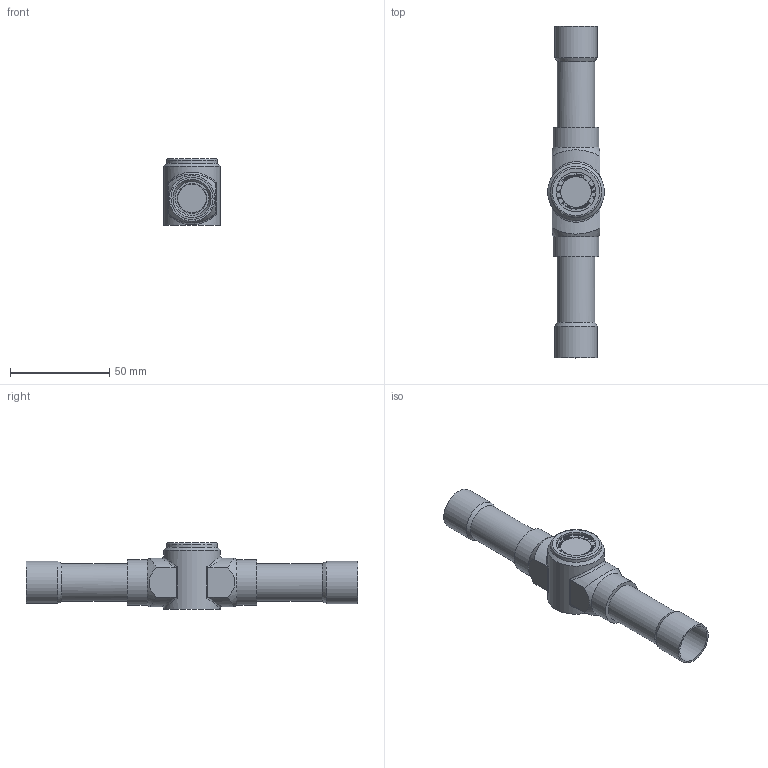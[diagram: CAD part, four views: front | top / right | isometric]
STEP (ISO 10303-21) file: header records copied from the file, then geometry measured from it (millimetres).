
FILE_DESCRIPTION(/* description */ (''),/* implementation_level */ '2;1');
FILE_NAME(/* name */ '014L0185R.stp',/* time_stamp */ '2022-09-01T10:34:11+03:00',/* author */ ('U403152'),/* organization */ (''),/* preprocessor_version */ 'ST-DEVELOPER v18.1',/* originating_system */ 'Autodesk Inventor 2020',/* authorisation */ '');
FILE_SCHEMA (('AUTOMOTIVE_DESIGN { 1 0 10303 214 3 1 1 }'));
Length unit declared in the file: millimetre
Products named in the file (1): Part1
Bounding box: 28.5 x 167 x 33.5 mm (x, y, z)
Volume: 33880.4 mm3; surface area: 23223.4 mm2
Topology: 1 solids, 3 shells, 533 faces, 1427 edges, 963 vertices
Faces by surface type: plane 304, bspline 185, cylinder 29, cone 14, torus 1
Full cylindrical faces by diameter (mm): 4 x1, 15.6 x1, 16 x2, 17 x2, 18 x1, 19 x2, 19.2 x2, 20 x3, 20.1 x1, 21.2 x2, 21.6 x1, 23 x2, 28.5 x1
Entity records: 30940 total; most frequent: CARTESIAN_POINT 18167, ORIENTED_EDGE 2854, DIRECTION 1850, EDGE_CURVE 1427, VERTEX_POINT 963, LINE 904, VECTOR 904, EDGE_LOOP 598
